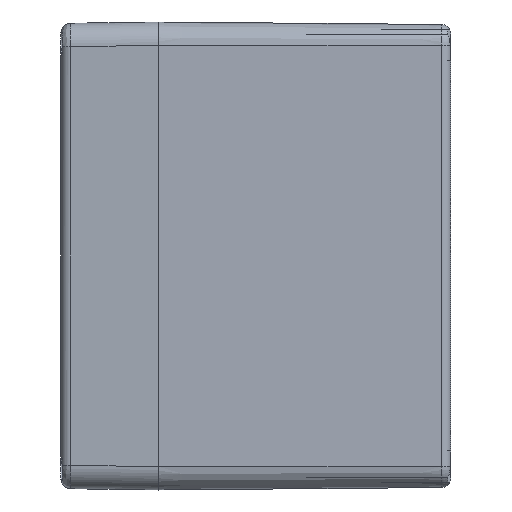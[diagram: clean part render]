
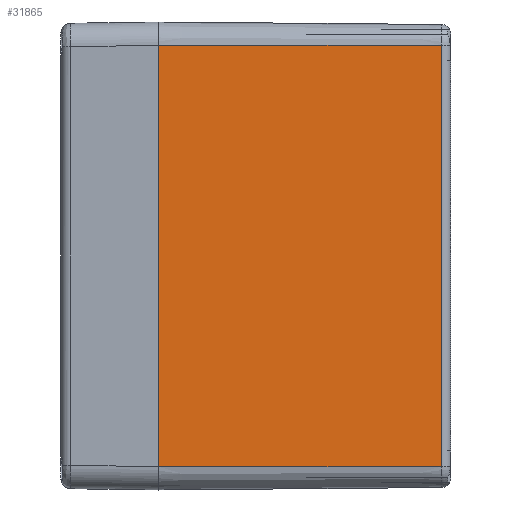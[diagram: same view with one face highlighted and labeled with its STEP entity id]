
A CAD part, left-side view. The second image highlights one B-rep face of the part: STEP entity #31865.
In plain terms, the highlighted planar face has unit normal (-1, -0.009, 0).
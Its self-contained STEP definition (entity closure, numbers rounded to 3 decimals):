
#416 = DIRECTION ( 'NONE',  ( 0., 0., -1. ) ) ;
#1841 = CARTESIAN_POINT ( 'NONE',  ( -120., 75., -54. ) ) ;
#1932 = VECTOR ( 'NONE', #2294, 1000. ) ;
#2294 = DIRECTION ( 'NONE',  ( 0.009, -1., 0. ) ) ;
#4337 = ORIENTED_EDGE ( 'NONE', *, *, #18480, .F. ) ;
#5870 = VERTEX_POINT ( 'NONE', #11223 ) ;
#6891 = LINE ( 'NONE', #1841, #29603 ) ;
#7440 = CARTESIAN_POINT ( 'NONE',  ( -119.367, 2.478, 54. ) ) ;
#7607 = LINE ( 'NONE', #7775, #11249 ) ;
#7775 = CARTESIAN_POINT ( 'NONE',  ( -120., 75., -54. ) ) ;
#9689 = VECTOR ( 'NONE', #416, 1000. ) ;
#9881 = DIRECTION ( 'NONE',  ( 0.009, -1., 0. ) ) ;
#10024 = VERTEX_POINT ( 'NONE', #19651 ) ;
#10149 = CARTESIAN_POINT ( 'NONE',  ( -119.367, 2.478, 54. ) ) ;
#11015 = FACE_OUTER_BOUND ( 'NONE', #23625, .T. ) ;
#11223 = CARTESIAN_POINT ( 'NONE',  ( -120., 75., 54. ) ) ;
#11249 = VECTOR ( 'NONE', #9881, 1000. ) ;
#14314 = VERTEX_POINT ( 'NONE', #10149 ) ;
#14379 = ORIENTED_EDGE ( 'NONE', *, *, #30664, .T. ) ;
#16029 = VERTEX_POINT ( 'NONE', #29598 ) ;
#16043 = EDGE_CURVE ( 'NONE', #5870, #14314, #24713, .T. ) ;
#16741 = DIRECTION ( 'NONE',  ( 0., 0., 1. ) ) ;
#17096 = DIRECTION ( 'NONE',  ( -1., -0.009, 0. ) ) ;
#17370 = CARTESIAN_POINT ( 'NONE',  ( -120., 75., 54. ) ) ;
#18210 = ORIENTED_EDGE ( 'NONE', *, *, #30656, .F. ) ;
#18480 = EDGE_CURVE ( 'NONE', #16029, #5870, #6891, .T. ) ;
#18683 = AXIS2_PLACEMENT_3D ( 'NONE', #30977, #17096, #32102 ) ;
#19651 = CARTESIAN_POINT ( 'NONE',  ( -119.367, 2.478, -54. ) ) ;
#20230 = LINE ( 'NONE', #7440, #9689 ) ;
#21037 = PLANE ( 'NONE',  #18683 ) ;
#23625 = EDGE_LOOP ( 'NONE', ( #27229, #4337, #14379, #18210 ) ) ;
#24713 = LINE ( 'NONE', #17370, #1932 ) ;
#27229 = ORIENTED_EDGE ( 'NONE', *, *, #16043, .F. ) ;
#29598 = CARTESIAN_POINT ( 'NONE',  ( -120., 75., -54. ) ) ;
#29603 = VECTOR ( 'NONE', #16741, 1000. ) ;
#30656 = EDGE_CURVE ( 'NONE', #14314, #10024, #20230, .T. ) ;
#30664 = EDGE_CURVE ( 'NONE', #16029, #10024, #7607, .T. ) ;
#30977 = CARTESIAN_POINT ( 'NONE',  ( -120., 75., -64.542 ) ) ;
#31865 = ADVANCED_FACE ( 'NONE', ( #11015 ), #21037, .T. ) ;
#32102 = DIRECTION ( 'NONE',  ( -0.009, 1., 0. ) ) ;
